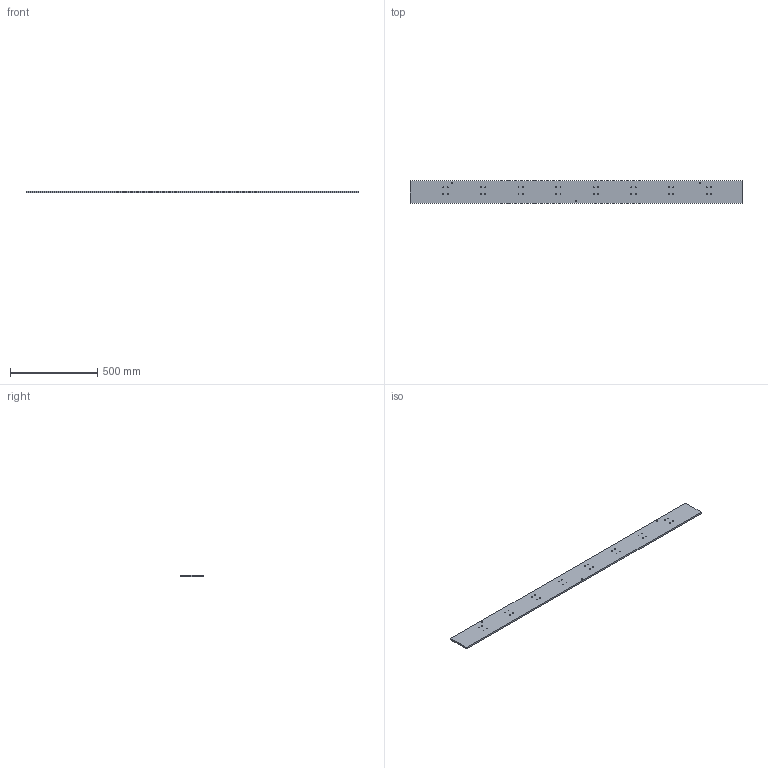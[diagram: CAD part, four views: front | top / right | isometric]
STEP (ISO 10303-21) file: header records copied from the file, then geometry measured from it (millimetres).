
FILE_DESCRIPTION((' '),'2;1');
FILE_NAME('Matr''Bottom-Plate.stp','2014-03-17T02:55:42',(' '),(' '),' ','ACIS',' ');
FILE_SCHEMA(('CONFIG_CONTROL_DESIGN'));
Length unit declared in the file: inch
Products named in the file (1): Matr'Bottom-Plate.stp
Bounding box: 1905 x 127 x 9.53 mm (x, y, z)
Volume: 2297119.9 mm3; surface area: 526553.4 mm2
Topology: 1 solids, 1 shells, 41 faces, 117 edges, 78 vertices
Faces by surface type: cylinder 35, plane 6
Full cylindrical faces by diameter (mm): 5.105 x32, 6.909 x3
Entity records: 1455 total; most frequent: DIRECTION 236, CARTESIAN_POINT 202, ORIENTED_EDGE 164, EDGE_LOOP 146, AXIS2_PLACEMENT_3D 112, FACE_BOUND 105, EDGE_CURVE 82, VERTEX_POINT 78
